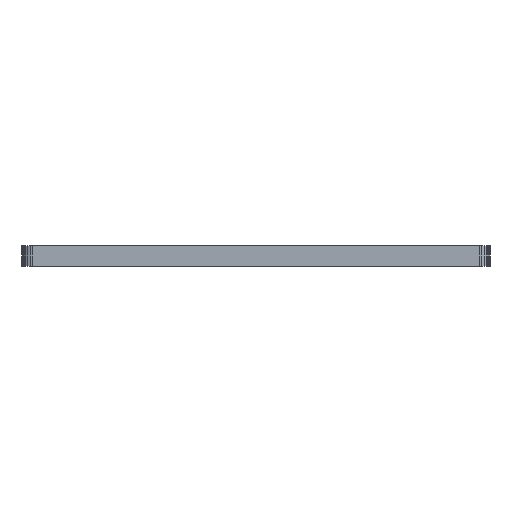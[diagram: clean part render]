
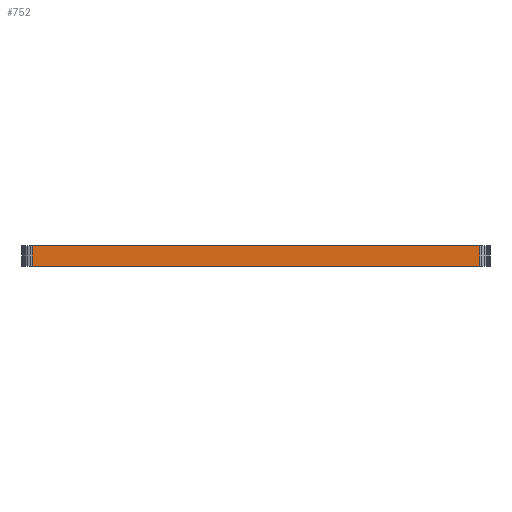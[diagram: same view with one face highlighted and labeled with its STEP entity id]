
A CAD part, front view. The second image highlights one B-rep face of the part: STEP entity #752.
In plain terms, the highlighted planar face has unit normal (0, -1, 0).
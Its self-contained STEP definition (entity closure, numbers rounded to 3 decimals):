
#38=FACE_OUTER_BOUND('',#80,.T.);
#80=EDGE_LOOP('',(#543,#544,#545,#546));
#132=LINE('',#1071,#232);
#154=LINE('',#1123,#254);
#156=LINE('',#1127,#256);
#157=LINE('',#1128,#257);
#232=VECTOR('',#864,10.);
#254=VECTOR('',#898,10.);
#256=VECTOR('',#902,10.);
#257=VECTOR('',#903,10.);
#332=VERTEX_POINT('',#1068);
#333=VERTEX_POINT('',#1070);
#357=VERTEX_POINT('',#1122);
#358=VERTEX_POINT('',#1126);
#404=EDGE_CURVE('',#333,#332,#132,.T.);
#430=EDGE_CURVE('',#333,#357,#154,.T.);
#432=EDGE_CURVE('',#332,#358,#156,.T.);
#433=EDGE_CURVE('',#357,#358,#157,.T.);
#543=ORIENTED_EDGE('',*,*,#404,.T.);
#544=ORIENTED_EDGE('',*,*,#432,.T.);
#545=ORIENTED_EDGE('',*,*,#433,.F.);
#546=ORIENTED_EDGE('',*,*,#430,.F.);
#718=PLANE('',#808);
#752=ADVANCED_FACE('',(#38),#718,.T.);
#808=AXIS2_PLACEMENT_3D('',#1125,#900,#901);
#864=DIRECTION('',(1.,0.,0.));
#898=DIRECTION('',(0.,0.,1.));
#900=DIRECTION('center_axis',(0.,-1.,0.));
#901=DIRECTION('ref_axis',(1.,0.,0.));
#902=DIRECTION('',(0.,0.,1.));
#903=DIRECTION('',(1.,0.,0.));
#1068=CARTESIAN_POINT('',(31.294,-75.274,6.7));
#1070=CARTESIAN_POINT('',(-1.264,-75.274,6.7));
#1071=CARTESIAN_POINT('',(6.875,-75.274,6.7));
#1122=CARTESIAN_POINT('',(-1.264,-75.274,8.2));
#1123=CARTESIAN_POINT('',(-1.264,-75.274,5.7));
#1125=CARTESIAN_POINT('Origin',(-1.264,-75.274,5.7));
#1126=CARTESIAN_POINT('',(31.294,-75.274,8.2));
#1127=CARTESIAN_POINT('',(31.294,-75.274,5.7));
#1128=CARTESIAN_POINT('',(6.875,-75.274,8.2));
